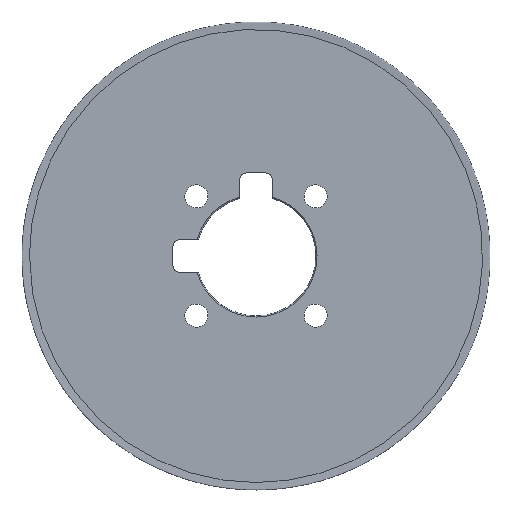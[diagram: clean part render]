
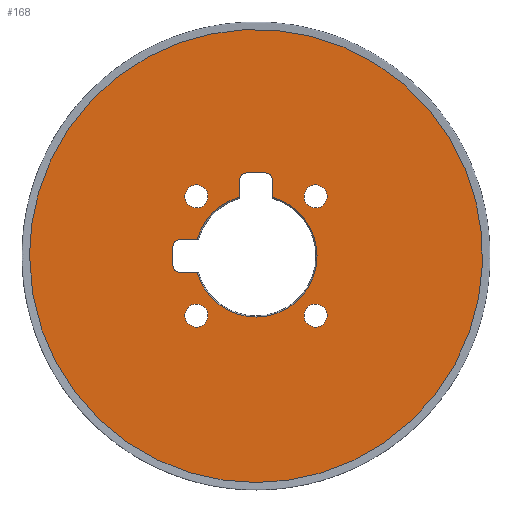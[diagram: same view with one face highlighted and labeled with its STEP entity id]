
A CAD part, top view. The second image highlights one B-rep face of the part: STEP entity #168.
In plain terms, the highlighted planar face has unit normal (0, 0, 1).
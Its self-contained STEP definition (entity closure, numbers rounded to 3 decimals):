
#168=ADVANCED_FACE('TB_SU_5',(#213,#214,#215,#216,#217,#218),#207,.T.);
#207=PLANE('',#919);
#213=FACE_BOUND('',#251,.T.);
#214=FACE_BOUND('',#252,.T.);
#215=FACE_BOUND('',#253,.T.);
#216=FACE_BOUND('',#254,.T.);
#217=FACE_BOUND('',#255,.T.);
#218=FACE_BOUND('',#256,.T.);
#251=EDGE_LOOP('',(#361,#362,#363,#364,#365,#366,#367,#368,#369,#370,#371,
#372,#373,#374,#375,#376,#377,#378));
#252=EDGE_LOOP('',(#379));
#253=EDGE_LOOP('',(#380));
#254=EDGE_LOOP('',(#381));
#255=EDGE_LOOP('',(#382));
#256=EDGE_LOOP('',(#383));
#313=LINE('',#1264,#337);
#314=LINE('',#1272,#338);
#315=LINE('',#1284,#339);
#316=LINE('',#1292,#340);
#337=VECTOR('',#1025,1.);
#338=VECTOR('',#1032,1.);
#339=VECTOR('',#1043,1.);
#340=VECTOR('',#1050,1.);
#361=ORIENTED_EDGE('',*,*,#607,.F.);
#362=ORIENTED_EDGE('',*,*,#608,.T.);
#363=ORIENTED_EDGE('',*,*,#609,.T.);
#364=ORIENTED_EDGE('',*,*,#610,.F.);
#365=ORIENTED_EDGE('',*,*,#611,.T.);
#366=ORIENTED_EDGE('',*,*,#612,.F.);
#367=ORIENTED_EDGE('',*,*,#613,.T.);
#368=ORIENTED_EDGE('',*,*,#614,.T.);
#369=ORIENTED_EDGE('',*,*,#615,.F.);
#370=ORIENTED_EDGE('',*,*,#616,.F.);
#371=ORIENTED_EDGE('',*,*,#617,.F.);
#372=ORIENTED_EDGE('',*,*,#618,.T.);
#373=ORIENTED_EDGE('',*,*,#619,.T.);
#374=ORIENTED_EDGE('',*,*,#620,.F.);
#375=ORIENTED_EDGE('',*,*,#621,.T.);
#376=ORIENTED_EDGE('',*,*,#622,.F.);
#377=ORIENTED_EDGE('',*,*,#623,.T.);
#378=ORIENTED_EDGE('',*,*,#624,.T.);
#379=ORIENTED_EDGE('',*,*,#625,.F.);
#380=ORIENTED_EDGE('',*,*,#626,.F.);
#381=ORIENTED_EDGE('',*,*,#627,.F.);
#382=ORIENTED_EDGE('',*,*,#628,.F.);
#383=ORIENTED_EDGE('',*,*,#629,.T.);
#541=VERTEX_POINT('',#1260);
#542=VERTEX_POINT('',#1261);
#543=VERTEX_POINT('',#1263);
#544=VERTEX_POINT('',#1265);
#545=VERTEX_POINT('',#1267);
#546=VERTEX_POINT('',#1269);
#547=VERTEX_POINT('',#1271);
#548=VERTEX_POINT('',#1273);
#549=VERTEX_POINT('',#1275);
#550=VERTEX_POINT('',#1277);
#551=VERTEX_POINT('',#1279);
#552=VERTEX_POINT('',#1281);
#553=VERTEX_POINT('',#1283);
#554=VERTEX_POINT('',#1285);
#555=VERTEX_POINT('',#1287);
#556=VERTEX_POINT('',#1289);
#557=VERTEX_POINT('',#1291);
#558=VERTEX_POINT('',#1293);
#559=VERTEX_POINT('',#1296);
#560=VERTEX_POINT('',#1298);
#561=VERTEX_POINT('',#1300);
#562=VERTEX_POINT('',#1302);
#563=VERTEX_POINT('',#1304);
#607=EDGE_CURVE('',#541,#542,#697,.T.);
#608=EDGE_CURVE('',#541,#543,#698,.T.);
#609=EDGE_CURVE('',#543,#544,#313,.T.);
#610=EDGE_CURVE('',#545,#544,#699,.T.);
#611=EDGE_CURVE('',#545,#546,#700,.T.);
#612=EDGE_CURVE('',#547,#546,#701,.T.);
#613=EDGE_CURVE('',#547,#548,#314,.T.);
#614=EDGE_CURVE('',#548,#549,#702,.T.);
#615=EDGE_CURVE('',#550,#549,#703,.T.);
#616=EDGE_CURVE('',#551,#550,#704,.T.);
#617=EDGE_CURVE('',#552,#551,#705,.T.);
#618=EDGE_CURVE('',#552,#553,#706,.T.);
#619=EDGE_CURVE('',#553,#554,#315,.T.);
#620=EDGE_CURVE('',#555,#554,#707,.T.);
#621=EDGE_CURVE('',#555,#556,#708,.T.);
#622=EDGE_CURVE('',#557,#556,#709,.T.);
#623=EDGE_CURVE('',#557,#558,#316,.T.);
#624=EDGE_CURVE('',#558,#542,#710,.T.);
#625=EDGE_CURVE('',#559,#559,#711,.T.);
#626=EDGE_CURVE('',#560,#560,#712,.T.);
#627=EDGE_CURVE('',#561,#561,#713,.T.);
#628=EDGE_CURVE('',#562,#562,#714,.T.);
#629=EDGE_CURVE('',#563,#563,#715,.T.);
#697=CIRCLE('',#900,16.306);
#698=CIRCLE('',#901,0.5);
#699=CIRCLE('',#902,1.6);
#700=CIRCLE('',#903,22.);
#701=CIRCLE('',#904,1.6);
#702=CIRCLE('',#905,0.5);
#703=CIRCLE('',#906,16.306);
#704=CIRCLE('',#907,16.306);
#705=CIRCLE('',#908,16.306);
#706=CIRCLE('',#909,0.5);
#707=CIRCLE('',#910,1.6);
#708=CIRCLE('',#911,22.);
#709=CIRCLE('',#912,1.6);
#710=CIRCLE('',#913,0.5);
#711=CIRCLE('',#914,3.084);
#712=CIRCLE('',#915,3.084);
#713=CIRCLE('',#916,3.084);
#714=CIRCLE('',#917,3.084);
#715=CIRCLE('',#918,61.249);
#900=AXIS2_PLACEMENT_3D('',#1259,#1021,#1022);
#901=AXIS2_PLACEMENT_3D('',#1262,#1023,#1024);
#902=AXIS2_PLACEMENT_3D('',#1266,#1026,#1027);
#903=AXIS2_PLACEMENT_3D('',#1268,#1028,#1029);
#904=AXIS2_PLACEMENT_3D('',#1270,#1030,#1031);
#905=AXIS2_PLACEMENT_3D('',#1274,#1033,#1034);
#906=AXIS2_PLACEMENT_3D('',#1276,#1035,#1036);
#907=AXIS2_PLACEMENT_3D('',#1278,#1037,#1038);
#908=AXIS2_PLACEMENT_3D('',#1280,#1039,#1040);
#909=AXIS2_PLACEMENT_3D('',#1282,#1041,#1042);
#910=AXIS2_PLACEMENT_3D('',#1286,#1044,#1045);
#911=AXIS2_PLACEMENT_3D('',#1288,#1046,#1047);
#912=AXIS2_PLACEMENT_3D('',#1290,#1048,#1049);
#913=AXIS2_PLACEMENT_3D('',#1294,#1051,#1052);
#914=AXIS2_PLACEMENT_3D('',#1295,#1053,#1054);
#915=AXIS2_PLACEMENT_3D('',#1297,#1055,#1056);
#916=AXIS2_PLACEMENT_3D('',#1299,#1057,#1058);
#917=AXIS2_PLACEMENT_3D('',#1301,#1059,#1060);
#918=AXIS2_PLACEMENT_3D('',#1303,#1061,#1062);
#919=AXIS2_PLACEMENT_3D('',#1305,#1063,#1064);
#1021=DIRECTION('',(0.,0.,1.));
#1022=DIRECTION('',(-0.292,-0.956,0.));
#1023=DIRECTION('',(0.,0.,1.));
#1024=DIRECTION('',(-0.292,-0.956,0.));
#1025=DIRECTION('',(0.,1.,0.));
#1026=DIRECTION('',(0.,0.,1.));
#1027=DIRECTION('',(-0.292,-0.956,0.));
#1028=DIRECTION('',(0.,0.,-1.));
#1029=DIRECTION('',(-0.292,-0.956,0.));
#1030=DIRECTION('',(0.,0.,1.));
#1031=DIRECTION('',(-0.292,-0.956,0.));
#1032=DIRECTION('',(0.,-1.,0.));
#1033=DIRECTION('',(0.,0.,1.));
#1034=DIRECTION('',(-0.292,-0.956,0.));
#1035=DIRECTION('',(0.,0.,1.));
#1036=DIRECTION('',(-0.292,-0.956,0.));
#1037=DIRECTION('',(0.,0.,1.));
#1038=DIRECTION('',(-0.292,-0.956,0.));
#1039=DIRECTION('',(0.,0.,1.));
#1040=DIRECTION('',(-0.292,-0.956,0.));
#1041=DIRECTION('',(0.,0.,1.));
#1042=DIRECTION('',(-0.292,-0.956,0.));
#1043=DIRECTION('',(-1.,0.,0.));
#1044=DIRECTION('',(0.,0.,1.));
#1045=DIRECTION('',(-0.292,-0.956,0.));
#1046=DIRECTION('',(0.,0.,-1.));
#1047=DIRECTION('',(-0.292,-0.956,0.));
#1048=DIRECTION('',(0.,0.,1.));
#1049=DIRECTION('',(-0.292,-0.956,0.));
#1050=DIRECTION('',(1.,0.,0.));
#1051=DIRECTION('',(0.,0.,1.));
#1052=DIRECTION('',(-0.292,-0.956,0.));
#1053=DIRECTION('',(0.,0.,1.));
#1054=DIRECTION('',(-0.292,-0.956,0.));
#1055=DIRECTION('',(0.,0.,1.));
#1056=DIRECTION('',(-0.292,-0.956,0.));
#1057=DIRECTION('',(0.,0.,1.));
#1058=DIRECTION('',(-0.292,-0.956,0.));
#1059=DIRECTION('',(0.,0.,1.));
#1060=DIRECTION('',(-0.292,-0.956,0.));
#1061=DIRECTION('',(0.,0.,1.));
#1062=DIRECTION('',(-0.292,-0.956,0.));
#1063=DIRECTION('',(0.,0.,1.));
#1064=DIRECTION('',(-0.292,-0.956,0.));
#1259=CARTESIAN_POINT('',(0.,0.,0.));
#1260=CARTESIAN_POINT('',(-4.316,15.725,0.));
#1261=CARTESIAN_POINT('',(-15.725,4.316,0.));
#1262=CARTESIAN_POINT('',(-4.813,15.787,0.));
#1263=CARTESIAN_POINT('',(-4.313,15.787,0.));
#1264=CARTESIAN_POINT('',(-4.313,0.,0.));
#1265=CARTESIAN_POINT('',(-4.313,20.563,0.));
#1266=CARTESIAN_POINT('',(-2.713,20.563,0.));
#1267=CARTESIAN_POINT('',(-2.925,22.148,0.));
#1268=CARTESIAN_POINT('',(0.,0.344,0.));
#1269=CARTESIAN_POINT('',(2.925,22.148,0.));
#1270=CARTESIAN_POINT('',(2.713,20.563,0.));
#1271=CARTESIAN_POINT('',(4.313,20.563,0.));
#1272=CARTESIAN_POINT('',(4.312,0.,0.));
#1273=CARTESIAN_POINT('',(4.312,15.787,0.));
#1274=CARTESIAN_POINT('',(4.812,15.787,0.));
#1275=CARTESIAN_POINT('',(4.316,15.725,0.));
#1276=CARTESIAN_POINT('',(0.,0.,0.));
#1277=CARTESIAN_POINT('',(16.306,0.,0.));
#1278=CARTESIAN_POINT('',(0.,0.,0.));
#1279=CARTESIAN_POINT('',(0.,-16.306,0.));
#1280=CARTESIAN_POINT('',(0.,0.,0.));
#1281=CARTESIAN_POINT('',(-15.725,-4.316,0.));
#1282=CARTESIAN_POINT('',(-15.787,-4.813,0.));
#1283=CARTESIAN_POINT('',(-15.787,-4.313,0.));
#1284=CARTESIAN_POINT('',(-61.549,-4.313,0.));
#1285=CARTESIAN_POINT('',(-20.563,-4.313,0.));
#1286=CARTESIAN_POINT('',(-20.563,-2.713,0.));
#1287=CARTESIAN_POINT('',(-22.148,-2.925,0.));
#1288=CARTESIAN_POINT('',(-0.344,0.,0.));
#1289=CARTESIAN_POINT('',(-22.148,2.925,0.));
#1290=CARTESIAN_POINT('',(-20.563,2.713,0.));
#1291=CARTESIAN_POINT('',(-20.563,4.312,0.));
#1292=CARTESIAN_POINT('',(-61.549,4.312,0.));
#1293=CARTESIAN_POINT('',(-15.787,4.313,0.));
#1294=CARTESIAN_POINT('',(-15.787,4.812,0.));
#1295=CARTESIAN_POINT('',(-15.91,-15.91,0.));
#1296=CARTESIAN_POINT('',(-16.812,-18.859,0.));
#1297=CARTESIAN_POINT('',(-15.91,15.91,0.));
#1298=CARTESIAN_POINT('',(-16.812,12.961,0.));
#1299=CARTESIAN_POINT('',(15.91,15.91,0.));
#1300=CARTESIAN_POINT('',(15.008,12.961,0.));
#1301=CARTESIAN_POINT('',(15.91,-15.91,0.));
#1302=CARTESIAN_POINT('',(15.008,-18.859,0.));
#1303=CARTESIAN_POINT('',(0.,0.,0.));
#1304=CARTESIAN_POINT('',(-17.907,-58.572,0.));
#1305=CARTESIAN_POINT('',(-61.549,0.,0.));
